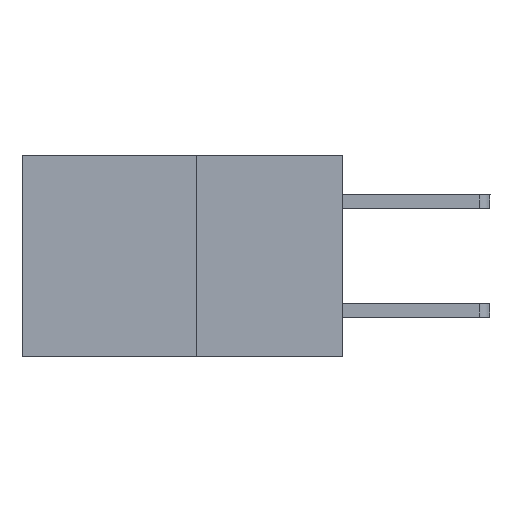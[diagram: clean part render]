
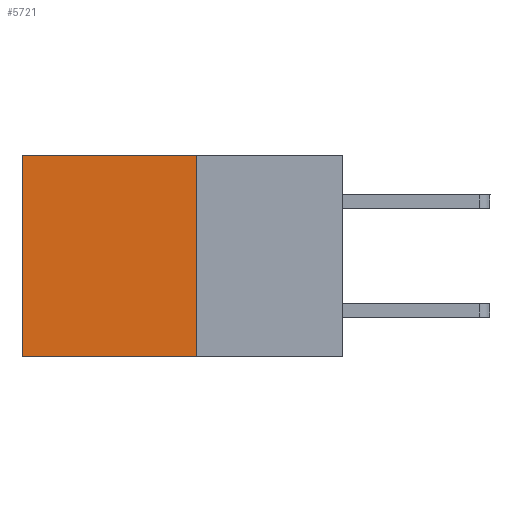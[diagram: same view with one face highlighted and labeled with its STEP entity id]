
A CAD part, left-side view. The second image highlights one B-rep face of the part: STEP entity #5721.
In plain terms, the highlighted planar face has unit normal (-1, 0, 0).
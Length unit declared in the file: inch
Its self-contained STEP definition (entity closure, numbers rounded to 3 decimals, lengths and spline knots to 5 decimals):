
#670 = ORIENTED_EDGE ( 'NONE', *, *, #2850, .T. ) ;
#1690 = VERTEX_POINT ( 'NONE', #6550 ) ;
#2462 = LINE ( 'NONE', #6172, #7349 ) ;
#2628 = AXIS2_PLACEMENT_3D ( 'NONE', #7982, #11461, #6245 ) ;
#2763 = DIRECTION ( 'NONE',  ( 0., 0., -1. ) ) ;
#2826 = CARTESIAN_POINT ( 'NONE',  ( 0.277, 0.59, -0.37 ) ) ;
#2850 = EDGE_CURVE ( 'NONE', #6764, #6258, #7024, .T. ) ;
#3089 = ORIENTED_EDGE ( 'NONE', *, *, #3152, .F. ) ;
#3108 = VERTEX_POINT ( 'NONE', #9545 ) ;
#3152 = EDGE_CURVE ( 'NONE', #1690, #6258, #5729, .T. ) ;
#4289 = VECTOR ( 'NONE', #2763, 39.37008 ) ;
#4761 = EDGE_CURVE ( 'NONE', #3108, #1690, #2462, .T. ) ;
#4779 = EDGE_CURVE ( 'NONE', #3108, #6764, #7053, .T. ) ;
#5019 = FACE_OUTER_BOUND ( 'NONE', #6976, .T. ) ;
#5462 = VECTOR ( 'NONE', #8376, 39.37008 ) ;
#5721 = ADVANCED_FACE ( 'NONE', ( #5019 ), #10658, .F. ) ;
#5729 = LINE ( 'NONE', #8256, #5462 ) ;
#5878 = CARTESIAN_POINT ( 'NONE',  ( 0.277, 0.59, 0. ) ) ;
#5962 = DIRECTION ( 'NONE',  ( 0., 1., 0. ) ) ;
#6097 = CARTESIAN_POINT ( 'NONE',  ( 0.277, 0.27, 0. ) ) ;
#6158 = DIRECTION ( 'NONE',  ( 0., 0., -1. ) ) ;
#6172 = CARTESIAN_POINT ( 'NONE',  ( 0.277, 0.27, -0.37 ) ) ;
#6245 = DIRECTION ( 'NONE',  ( 0., 0., -1. ) ) ;
#6258 = VERTEX_POINT ( 'NONE', #8736 ) ;
#6550 = CARTESIAN_POINT ( 'NONE',  ( 0.277, 0.27, -0.37 ) ) ;
#6764 = VERTEX_POINT ( 'NONE', #5878 ) ;
#6976 = EDGE_LOOP ( 'NONE', ( #670, #3089, #7939, #10313 ) ) ;
#7024 = LINE ( 'NONE', #2826, #4289 ) ;
#7053 = LINE ( 'NONE', #6097, #11403 ) ;
#7349 = VECTOR ( 'NONE', #6158, 39.37008 ) ;
#7939 = ORIENTED_EDGE ( 'NONE', *, *, #4761, .F. ) ;
#7982 = CARTESIAN_POINT ( 'NONE',  ( 0.277, 0.27, -0.37 ) ) ;
#8256 = CARTESIAN_POINT ( 'NONE',  ( 0.277, 0.27, -0.37 ) ) ;
#8376 = DIRECTION ( 'NONE',  ( 0., 1., 0. ) ) ;
#8736 = CARTESIAN_POINT ( 'NONE',  ( 0.277, 0.59, -0.37 ) ) ;
#9545 = CARTESIAN_POINT ( 'NONE',  ( 0.277, 0.27, 0. ) ) ;
#10313 = ORIENTED_EDGE ( 'NONE', *, *, #4779, .T. ) ;
#10658 = PLANE ( 'NONE',  #2628 ) ;
#11403 = VECTOR ( 'NONE', #5962, 39.37008 ) ;
#11461 = DIRECTION ( 'NONE',  ( 1., 0., 0. ) ) ;
